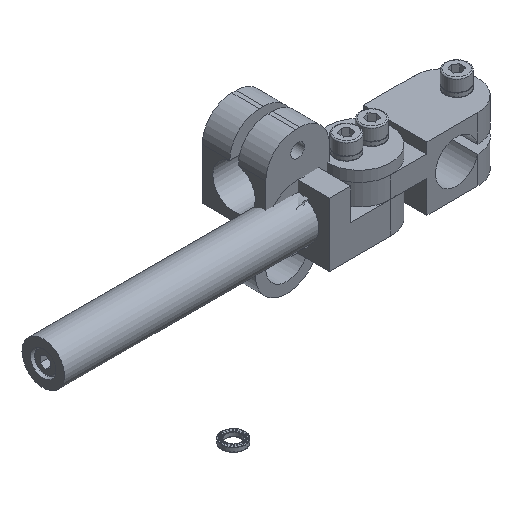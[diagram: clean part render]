
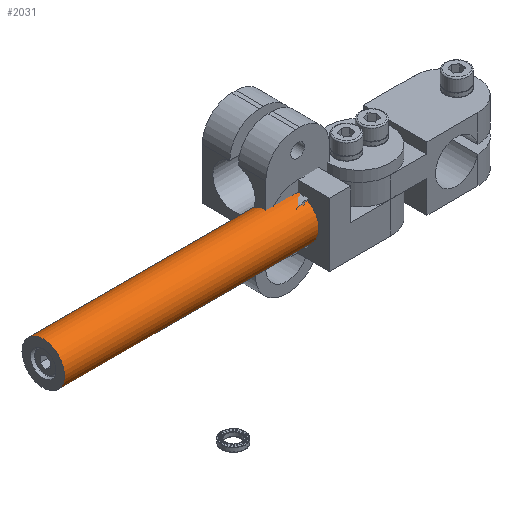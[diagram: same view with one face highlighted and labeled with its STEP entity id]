
A CAD part, isometric view. The second image highlights one B-rep face of the part: STEP entity #2031.
In plain terms, the highlighted cylindrical face has radius 5 mm (diameter 10 mm), a full revolution.
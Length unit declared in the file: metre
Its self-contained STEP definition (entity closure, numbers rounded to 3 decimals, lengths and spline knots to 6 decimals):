
#2031 = ADVANCED_FACE( '', ( #4393, #4394 ), #4395, .T. );
#4393 = FACE_OUTER_BOUND( '', #5510, .T. );
#4394 = FACE_OUTER_BOUND( '', #5511, .T. );
#4395 = CYLINDRICAL_SURFACE( '', #5512, 0.005 );
#5510 = EDGE_LOOP( '', ( #7460 ) );
#5511 = EDGE_LOOP( '', ( #7461 ) );
#5512 = AXIS2_PLACEMENT_3D( '', #7462, #7463, #7464 );
#7460 = ORIENTED_EDGE( '', *, *, #9583, .F. );
#7461 = ORIENTED_EDGE( '', *, *, #9584, .F. );
#7462 = CARTESIAN_POINT( '', ( -0.06, 0., 0. ) );
#7463 = DIRECTION( '', ( -1., 0., 0. ) );
#7464 = DIRECTION( '', ( 0., 0., -1. ) );
#9583 = EDGE_CURVE( '', #10946, #10946, #10947, .T. );
#9584 = EDGE_CURVE( '', #10948, #10948, #10949, .T. );
#10946 = VERTEX_POINT( '', #11349 );
#10947 = CIRCLE( '', #11350, 0.005 );
#10948 = VERTEX_POINT( '', #11351 );
#10949 = CIRCLE( '', #11352, 0.005 );
#11349 = CARTESIAN_POINT( '', ( -0.06, 0.005, 0. ) );
#11350 = AXIS2_PLACEMENT_3D( '', #11665, #11666, #11667 );
#11351 = CARTESIAN_POINT( '', ( 0., 0., -0.005 ) );
#11352 = AXIS2_PLACEMENT_3D( '', #11668, #11669, #11670 );
#11665 = CARTESIAN_POINT( '', ( -0.06, 0., 0. ) );
#11666 = DIRECTION( '', ( -1., 0., 0. ) );
#11667 = DIRECTION( '', ( 0., 1., 0. ) );
#11668 = CARTESIAN_POINT( '', ( 0., 0., 0. ) );
#11669 = DIRECTION( '', ( 1., 0., 0. ) );
#11670 = DIRECTION( '', ( 0., 0., -1. ) );
